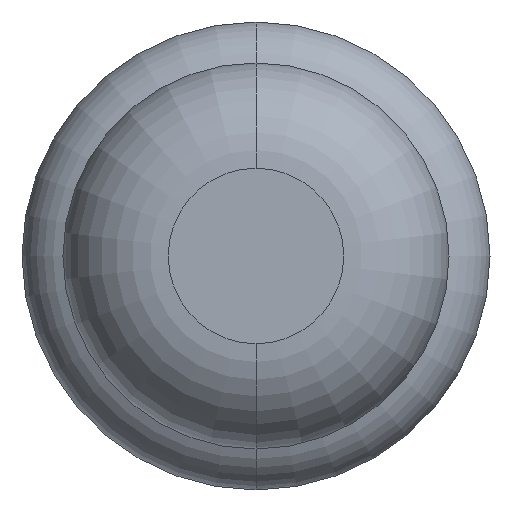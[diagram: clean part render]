
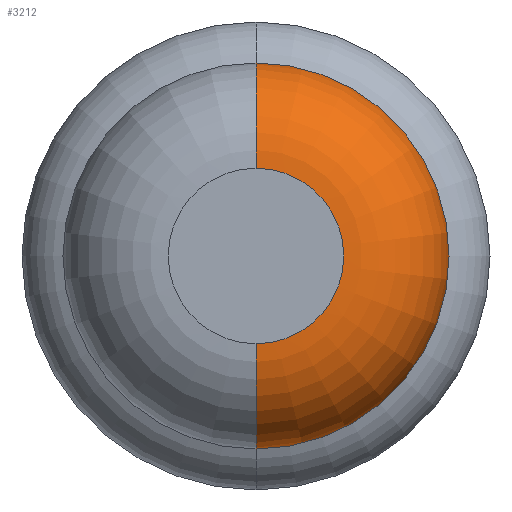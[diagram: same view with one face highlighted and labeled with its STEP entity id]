
A CAD part, front view. The second image highlights one B-rep face of the part: STEP entity #3212.
In plain terms, the highlighted toroidal (fillet/blend) face has major radius 0.375 mm and minor radius 0.45 mm.
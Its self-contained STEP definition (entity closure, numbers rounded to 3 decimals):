
#86 = ORIENTED_EDGE ( 'NONE', *, *, #2822, .T. ) ;
#149 = AXIS2_PLACEMENT_3D ( 'NONE', #1381, #1724, #3143 ) ;
#182 = DIRECTION ( 'NONE',  ( 0., 0., 1. ) ) ;
#201 = EDGE_LOOP ( 'NONE', ( #4570, #86, #4186, #2935 ) ) ;
#290 = CARTESIAN_POINT ( 'NONE',  ( 0., -27.4, 0.375 ) ) ;
#294 = AXIS2_PLACEMENT_3D ( 'NONE', #2522, #1458, #1535 ) ;
#333 = DIRECTION ( 'NONE',  ( 0., 1., 0. ) ) ;
#436 = DIRECTION ( 'NONE',  ( 0., 0., 1. ) ) ;
#573 = AXIS2_PLACEMENT_3D ( 'NONE', #2336, #4115, #182 ) ;
#715 = CARTESIAN_POINT ( 'NONE',  ( 0., -26.95, 0. ) ) ;
#753 = CARTESIAN_POINT ( 'NONE',  ( 0., -26.95, 0.825 ) ) ;
#809 = EDGE_CURVE ( 'NONE', #1089, #4133, #995, .T. ) ;
#823 = CIRCLE ( 'NONE', #294, 0.45 ) ;
#995 = CIRCLE ( 'NONE', #1229, 0.45 ) ;
#1053 = EDGE_CURVE ( 'Defeature ausgef�hrt1_13+Defeature ausgef�hrt1_12+Defeature ausgef�hrt1_12+Defeature ausgef�hrt1_12', #1089, #3416, #1878, .T. ) ;
#1075 = DIRECTION ( 'NONE',  ( 0., 0., 1. ) ) ;
#1089 = VERTEX_POINT ( 'NONE', #290 ) ;
#1229 = AXIS2_PLACEMENT_3D ( 'NONE', #2890, #1485, #436 ) ;
#1381 = CARTESIAN_POINT ( 'NONE',  ( 0., -26.95, 0. ) ) ;
#1458 = DIRECTION ( 'NONE',  ( 1., 0., 0. ) ) ;
#1485 = DIRECTION ( 'NONE',  ( -1., 0., 0. ) ) ;
#1535 = DIRECTION ( 'NONE',  ( 0., 0., -1. ) ) ;
#1645 = TOROIDAL_SURFACE ( 'NONE', #149, 0.375, 0.45 ) ;
#1649 = VERTEX_POINT ( 'NONE', #2838 ) ;
#1724 = DIRECTION ( 'NONE',  ( 0., 1., 0. ) ) ;
#1874 = EDGE_CURVE ( 'Defeature ausgef�hrt1_14+Defeature ausgef�hrt1_13+Defeature ausgef�hrt1_13+Defeature ausgef�hrt1_13', #4133, #1649, #3596, .T. ) ;
#1878 = CIRCLE ( 'NONE', #573, 0.375 ) ;
#2336 = CARTESIAN_POINT ( 'NONE',  ( 0., -27.4, 0. ) ) ;
#2522 = CARTESIAN_POINT ( 'NONE',  ( 0., -26.95, -0.375 ) ) ;
#2822 = EDGE_CURVE ( 'NONE', #3416, #1649, #823, .T. ) ;
#2838 = CARTESIAN_POINT ( 'NONE',  ( 0., -26.95, -0.825 ) ) ;
#2890 = CARTESIAN_POINT ( 'NONE',  ( 0., -26.95, 0.375 ) ) ;
#2935 = ORIENTED_EDGE ( 'NONE', *, *, #809, .F. ) ;
#3143 = DIRECTION ( 'NONE',  ( 0., 0., 1. ) ) ;
#3212 = ADVANCED_FACE ( 'Defeature ausgef�hrt1_13', ( #4239 ), #1645, .T. ) ;
#3371 = CARTESIAN_POINT ( 'NONE',  ( 0., -27.4, -0.375 ) ) ;
#3416 = VERTEX_POINT ( 'NONE', #3371 ) ;
#3596 = CIRCLE ( 'NONE', #4530, 0.825 ) ;
#4115 = DIRECTION ( 'NONE',  ( 0., 1., 0. ) ) ;
#4133 = VERTEX_POINT ( 'NONE', #753 ) ;
#4186 = ORIENTED_EDGE ( 'NONE', *, *, #1874, .F. ) ;
#4239 = FACE_OUTER_BOUND ( 'NONE', #201, .T. ) ;
#4530 = AXIS2_PLACEMENT_3D ( 'NONE', #715, #333, #1075 ) ;
#4570 = ORIENTED_EDGE ( 'NONE', *, *, #1053, .T. ) ;
